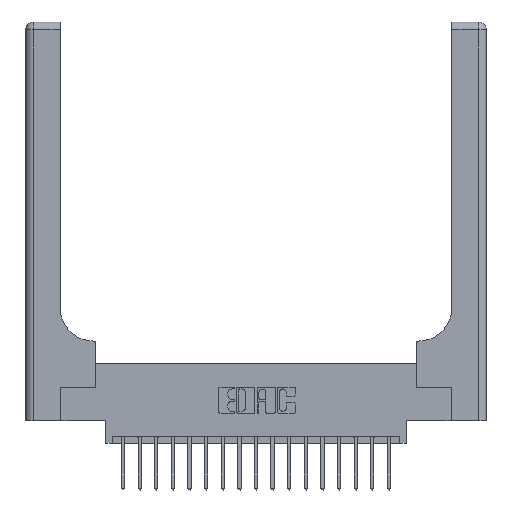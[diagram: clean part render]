
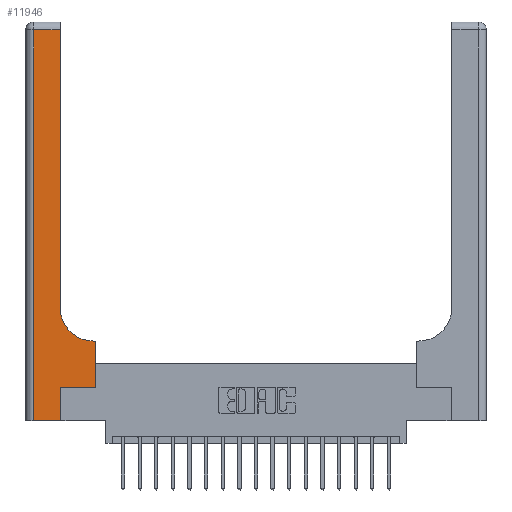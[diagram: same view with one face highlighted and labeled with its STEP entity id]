
A CAD part, top view. The second image highlights one B-rep face of the part: STEP entity #11946.
In plain terms, the highlighted planar face has unit normal (0, 0, 1).
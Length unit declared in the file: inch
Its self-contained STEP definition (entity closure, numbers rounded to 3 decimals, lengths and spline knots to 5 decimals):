
#154 = VECTOR ( 'NONE', #1220, 39.37008 ) ;
#209 = LINE ( 'NONE', #6489, #20113 ) ;
#651 = EDGE_CURVE ( 'NONE', #3513, #14180, #10983, .T. ) ;
#754 = VECTOR ( 'NONE', #9831, 39.37008 ) ;
#970 = EDGE_CURVE ( 'NONE', #5051, #16289, #12419, .T. ) ;
#1083 = VECTOR ( 'NONE', #3687, 39.37008 ) ;
#1220 = DIRECTION ( 'NONE',  ( -1., 0., 0. ) ) ;
#1525 = AXIS2_PLACEMENT_3D ( 'NONE', #9740, #14563, #3810 ) ;
#1787 = VECTOR ( 'NONE', #18129, 39.37008 ) ;
#1979 = DIRECTION ( 'NONE',  ( 0., 0., -1. ) ) ;
#2107 = EDGE_CURVE ( 'NONE', #12663, #5051, #209, .T. ) ;
#2237 = EDGE_CURVE ( 'NONE', #2487, #12663, #3912, .T. ) ;
#2340 = CARTESIAN_POINT ( 'NONE',  ( 0.265, 0., 0.37 ) ) ;
#2367 = EDGE_CURVE ( 'NONE', #16289, #14434, #15264, .T. ) ;
#2487 = VERTEX_POINT ( 'NONE', #20068 ) ;
#2887 = LINE ( 'NONE', #10778, #8419 ) ;
#3513 = VERTEX_POINT ( 'NONE', #14138 ) ;
#3687 = DIRECTION ( 'NONE',  ( 1., 0., 0. ) ) ;
#3810 = DIRECTION ( 'NONE',  ( -1., 0., 0. ) ) ;
#3912 = LINE ( 'NONE', #2340, #1787 ) ;
#4014 = ORIENTED_EDGE ( 'NONE', *, *, #970, .T. ) ;
#4197 = ORIENTED_EDGE ( 'NONE', *, *, #2367, .T. ) ;
#4394 = CARTESIAN_POINT ( 'NONE',  ( 0.265, 0.25, 0.37 ) ) ;
#4441 = DIRECTION ( 'NONE',  ( -1., 0., 0. ) ) ;
#4524 = ORIENTED_EDGE ( 'NONE', *, *, #2107, .T. ) ;
#4610 = DIRECTION ( 'NONE',  ( 0., 1., 0. ) ) ;
#4818 = CARTESIAN_POINT ( 'NONE',  ( 0.528, 0.25, 0.37 ) ) ;
#4843 = VERTEX_POINT ( 'NONE', #6108 ) ;
#5051 = VERTEX_POINT ( 'NONE', #4818 ) ;
#5959 = CARTESIAN_POINT ( 'NONE',  ( 0.528, 0.25, 0.37 ) ) ;
#6108 = CARTESIAN_POINT ( 'NONE',  ( 0.26, 2.94, 0.37 ) ) ;
#6396 = EDGE_LOOP ( 'NONE', ( #6653, #19131, #19689, #13875, #18700, #4524, #4014, #4197, #7655 ) ) ;
#6466 = CARTESIAN_POINT ( 'NONE',  ( 0.528, 0.6, 0.37 ) ) ;
#6489 = CARTESIAN_POINT ( 'NONE',  ( 0.265, 0.25, 0.37 ) ) ;
#6653 = ORIENTED_EDGE ( 'NONE', *, *, #8893, .T. ) ;
#7217 = LINE ( 'NONE', #12013, #1083 ) ;
#7655 = ORIENTED_EDGE ( 'NONE', *, *, #10891, .T. ) ;
#7714 = VERTEX_POINT ( 'NONE', #14017 ) ;
#7815 = CARTESIAN_POINT ( 'NONE',  ( 0.26, 0.6, 0.37 ) ) ;
#8326 = DIRECTION ( 'NONE',  ( 1., 0., 0. ) ) ;
#8419 = VECTOR ( 'NONE', #4441, 39.37008 ) ;
#8893 = EDGE_CURVE ( 'NONE', #7714, #4843, #16580, .T. ) ;
#9740 = CARTESIAN_POINT ( 'NONE',  ( 0., 3., 0.37 ) ) ;
#9831 = DIRECTION ( 'NONE',  ( 0., -1., 0. ) ) ;
#10346 = EDGE_CURVE ( 'NONE', #4843, #3513, #2887, .T. ) ;
#10489 = VECTOR ( 'NONE', #12315, 39.37008 ) ;
#10778 = CARTESIAN_POINT ( 'NONE',  ( 0., 2.94, 0.37 ) ) ;
#10871 = CARTESIAN_POINT ( 'NONE',  ( 0.06, 3., 0.37 ) ) ;
#10891 = EDGE_CURVE ( 'NONE', #14434, #7714, #16921, .T. ) ;
#10983 = LINE ( 'NONE', #10871, #754 ) ;
#11409 = CARTESIAN_POINT ( 'NONE',  ( 0.51, 0.6, 0.37 ) ) ;
#11598 = PLANE ( 'NONE',  #1525 ) ;
#11946 = ADVANCED_FACE ( 'NONE', ( #19351 ), #11598, .F. ) ;
#12013 = CARTESIAN_POINT ( 'NONE',  ( 0., 0., 0.37 ) ) ;
#12315 = DIRECTION ( 'NONE',  ( 0., 1., 0. ) ) ;
#12419 = LINE ( 'NONE', #5959, #20053 ) ;
#12663 = VERTEX_POINT ( 'NONE', #4394 ) ;
#13875 = ORIENTED_EDGE ( 'NONE', *, *, #18862, .T. ) ;
#14017 = CARTESIAN_POINT ( 'NONE',  ( 0.26, 0.85, 0.37 ) ) ;
#14138 = CARTESIAN_POINT ( 'NONE',  ( 0.06, 2.94, 0.37 ) ) ;
#14180 = VERTEX_POINT ( 'NONE', #17439 ) ;
#14434 = VERTEX_POINT ( 'NONE', #11409 ) ;
#14504 = DIRECTION ( 'NONE',  ( 1., 0., 0. ) ) ;
#14563 = DIRECTION ( 'NONE',  ( 0., 0., -1. ) ) ;
#14989 = AXIS2_PLACEMENT_3D ( 'NONE', #16024, #1979, #14504 ) ;
#15264 = LINE ( 'NONE', #7815, #154 ) ;
#16024 = CARTESIAN_POINT ( 'NONE',  ( 0.51, 0.85, 0.37 ) ) ;
#16289 = VERTEX_POINT ( 'NONE', #6466 ) ;
#16580 = LINE ( 'NONE', #19950, #10489 ) ;
#16921 = CIRCLE ( 'NONE', #14989, 0.25 ) ;
#17439 = CARTESIAN_POINT ( 'NONE',  ( 0.06, 0., 0.37 ) ) ;
#18129 = DIRECTION ( 'NONE',  ( 0., 1., 0. ) ) ;
#18700 = ORIENTED_EDGE ( 'NONE', *, *, #2237, .T. ) ;
#18862 = EDGE_CURVE ( 'NONE', #14180, #2487, #7217, .T. ) ;
#19131 = ORIENTED_EDGE ( 'NONE', *, *, #10346, .T. ) ;
#19351 = FACE_OUTER_BOUND ( 'NONE', #6396, .T. ) ;
#19689 = ORIENTED_EDGE ( 'NONE', *, *, #651, .T. ) ;
#19950 = CARTESIAN_POINT ( 'NONE',  ( 0.26, 3., 0.37 ) ) ;
#20053 = VECTOR ( 'NONE', #4610, 39.37008 ) ;
#20068 = CARTESIAN_POINT ( 'NONE',  ( 0.265, 0., 0.37 ) ) ;
#20113 = VECTOR ( 'NONE', #8326, 39.37008 ) ;
